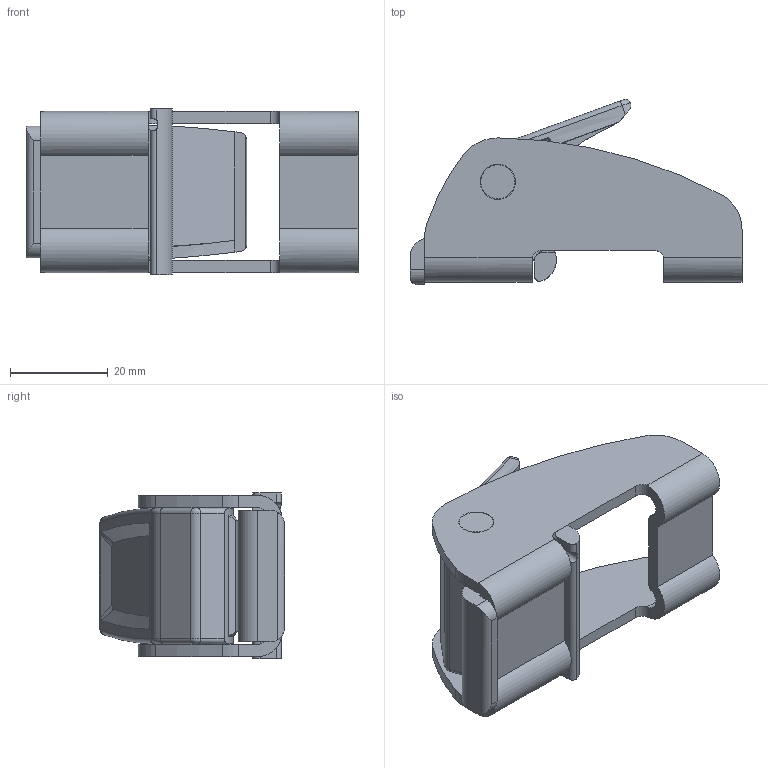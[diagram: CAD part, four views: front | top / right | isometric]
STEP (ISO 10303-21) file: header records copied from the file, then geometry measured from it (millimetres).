
FILE_DESCRIPTION (( 'STEP AP203' ), '1' );
FILE_NAME ('C-996-3.STEP', '2017-12-11T04:08:21', ( '' ), ( '' ), 'SwSTEP 2.0', 'SolidWorks 2014', '' );
FILE_SCHEMA (( 'CONFIG_CONTROL_DESIGN' ));
Length unit declared in the file: millimetre
Products named in the file (5): C-996-3_レバー; C-996-3; C-996-3_ライナー; C-996-3_ブラケット; C-996-3_ピン
Assembly tree (4 placements, depth 2):
  C-996-3
    C-996-3_ブラケット
    C-996-3_レバー
    C-996-3_ライナー
    C-996-3_ピン
Bounding box: 68 x 37.9 x 34 mm (x, y, z)
Volume: 21806.3 mm3; surface area: 15955.2 mm2
Topology: 4 solids, 4 shells, 160 faces, 427 edges, 276 vertices
Faces by surface type: cylinder 83, plane 56, torus 11, cone 5, bspline 5
Entity records: 5927 total; most frequent: CARTESIAN_POINT 1399, DIRECTION 859, ORIENTED_EDGE 852, EDGE_CURVE 426, AXIS2_PLACEMENT_3D 334, VERTEX_POINT 276, LINE 191, VECTOR 191
